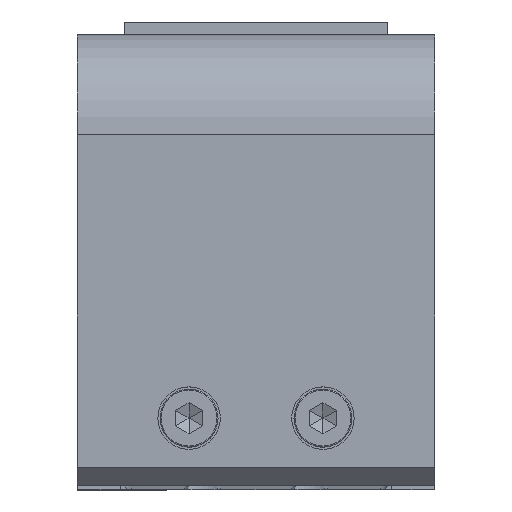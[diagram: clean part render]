
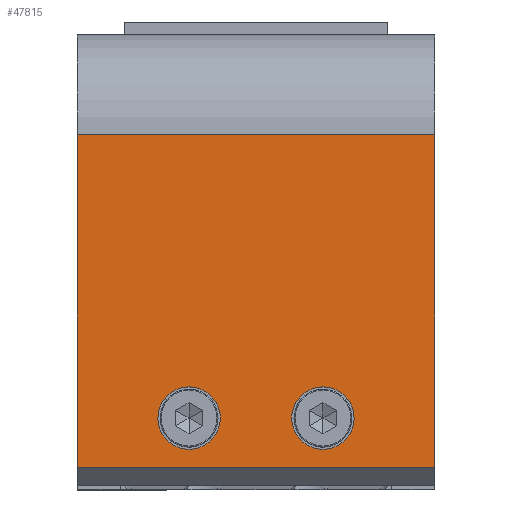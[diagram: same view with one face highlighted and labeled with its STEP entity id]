
A CAD part, top view. The second image highlights one B-rep face of the part: STEP entity #47815.
In plain terms, the highlighted planar face has unit normal (0, 0, 1).
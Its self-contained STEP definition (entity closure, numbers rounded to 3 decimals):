
#478 = DIRECTION ( 'NONE',  ( -1., 0., 0. ) ) ;
#1231 = CIRCLE ( 'NONE', #47672, 7. ) ;
#1357 = CIRCLE ( 'NONE', #79517, 7. ) ;
#2234 = VECTOR ( 'NONE', #48095, 1000. ) ;
#2323 = CARTESIAN_POINT ( 'NONE',  ( 137.798, 174.238, 570.351 ) ) ;
#2341 = EDGE_CURVE ( 'NONE', #11865, #80750, #1231, .T. ) ;
#2727 = LINE ( 'NONE', #22597, #71023 ) ;
#2869 = CARTESIAN_POINT ( 'NONE',  ( 105.798, 237.738, 570.351 ) ) ;
#4144 = LINE ( 'NONE', #92825, #107999 ) ;
#9064 = CARTESIAN_POINT ( 'NONE',  ( 105.798, 163.238, 570.351 ) ) ;
#11865 = VERTEX_POINT ( 'NONE', #2323 ) ;
#12481 = AXIS2_PLACEMENT_3D ( 'NONE', #22799, #82944, #14808 ) ;
#13985 = VECTOR ( 'NONE', #123210, 1000. ) ;
#14808 = DIRECTION ( 'NONE',  ( 1., 0., 0. ) ) ;
#19980 = CIRCLE ( 'NONE', #32800, 7. ) ;
#22597 = CARTESIAN_POINT ( 'NONE',  ( 185.798, 159.238, 570.351 ) ) ;
#22799 = CARTESIAN_POINT ( 'NONE',  ( 160.798, 174.238, 570.351 ) ) ;
#23693 = DIRECTION ( 'NONE',  ( 1., 0., 0. ) ) ;
#28464 = ORIENTED_EDGE ( 'NONE', *, *, #2341, .F. ) ;
#31408 = VERTEX_POINT ( 'NONE', #54806 ) ;
#31949 = CARTESIAN_POINT ( 'NONE',  ( 105.798, 159.238, 570.351 ) ) ;
#32800 = AXIS2_PLACEMENT_3D ( 'NONE', #108299, #57949, #130069 ) ;
#33528 = CARTESIAN_POINT ( 'NONE',  ( 123.798, 174.238, 570.351 ) ) ;
#37531 = CARTESIAN_POINT ( 'NONE',  ( 185.798, 237.738, 570.351 ) ) ;
#39961 = ORIENTED_EDGE ( 'NONE', *, *, #69848, .T. ) ;
#41801 = CARTESIAN_POINT ( 'NONE',  ( 167.798, 174.238, 570.351 ) ) ;
#47672 = AXIS2_PLACEMENT_3D ( 'NONE', #126872, #113756, #23693 ) ;
#47815 = ADVANCED_FACE ( 'NONE', ( #61908, #50744, #79867 ), #120941, .F. ) ;
#48095 = DIRECTION ( 'NONE',  ( -1., 0., 0. ) ) ;
#49216 = EDGE_CURVE ( 'NONE', #71332, #122237, #73532, .T. ) ;
#49402 = EDGE_LOOP ( 'NONE', ( #95300, #54403 ) ) ;
#50744 = FACE_BOUND ( 'NONE', #49402, .T. ) ;
#54403 = ORIENTED_EDGE ( 'NONE', *, *, #85256, .F. ) ;
#54806 = CARTESIAN_POINT ( 'NONE',  ( 185.798, 237.738, 570.351 ) ) ;
#57068 = CARTESIAN_POINT ( 'NONE',  ( 185.798, 163.238, 570.351 ) ) ;
#57949 = DIRECTION ( 'NONE',  ( 0., 0., 1. ) ) ;
#60515 = ORIENTED_EDGE ( 'NONE', *, *, #115121, .F. ) ;
#60911 = CARTESIAN_POINT ( 'NONE',  ( 160.798, 174.238, 570.351 ) ) ;
#61908 = FACE_BOUND ( 'NONE', #103130, .T. ) ;
#62168 = DIRECTION ( 'NONE',  ( 0., 0., 1. ) ) ;
#64809 = ORIENTED_EDGE ( 'NONE', *, *, #77025, .T. ) ;
#67880 = ORIENTED_EDGE ( 'NONE', *, *, #118201, .F. ) ;
#68108 = AXIS2_PLACEMENT_3D ( 'NONE', #91077, #90431, #478 ) ;
#69848 = EDGE_CURVE ( 'NONE', #31408, #71332, #128177, .T. ) ;
#70830 = ORIENTED_EDGE ( 'NONE', *, *, #49216, .T. ) ;
#71023 = VECTOR ( 'NONE', #93966, 1000. ) ;
#71332 = VERTEX_POINT ( 'NONE', #2869 ) ;
#71542 = CIRCLE ( 'NONE', #12481, 7. ) ;
#73532 = LINE ( 'NONE', #31949, #13985 ) ;
#73885 = VERTEX_POINT ( 'NONE', #57068 ) ;
#77025 = EDGE_CURVE ( 'NONE', #122237, #73885, #4144, .T. ) ;
#79517 = AXIS2_PLACEMENT_3D ( 'NONE', #60911, #62168, #101323 ) ;
#79867 = FACE_OUTER_BOUND ( 'NONE', #109806, .T. ) ;
#80750 = VERTEX_POINT ( 'NONE', #33528 ) ;
#82944 = DIRECTION ( 'NONE',  ( 0., 0., 1. ) ) ;
#84841 = DIRECTION ( 'NONE',  ( 1., 0., 0. ) ) ;
#85256 = EDGE_CURVE ( 'NONE', #112690, #124674, #1357, .T. ) ;
#90431 = DIRECTION ( 'NONE',  ( 0., 0., -1. ) ) ;
#91077 = CARTESIAN_POINT ( 'NONE',  ( 185.798, 159.238, 570.351 ) ) ;
#92825 = CARTESIAN_POINT ( 'NONE',  ( 185.798, 163.238, 570.351 ) ) ;
#93966 = DIRECTION ( 'NONE',  ( 0., -1., 0. ) ) ;
#95300 = ORIENTED_EDGE ( 'NONE', *, *, #110045, .F. ) ;
#101323 = DIRECTION ( 'NONE',  ( 1., 0., 0. ) ) ;
#103130 = EDGE_LOOP ( 'NONE', ( #28464, #67880 ) ) ;
#103730 = CARTESIAN_POINT ( 'NONE',  ( 153.798, 174.238, 570.351 ) ) ;
#107999 = VECTOR ( 'NONE', #84841, 1000. ) ;
#108299 = CARTESIAN_POINT ( 'NONE',  ( 130.798, 174.238, 570.351 ) ) ;
#109806 = EDGE_LOOP ( 'NONE', ( #70830, #64809, #60515, #39961 ) ) ;
#110045 = EDGE_CURVE ( 'NONE', #124674, #112690, #71542, .T. ) ;
#112690 = VERTEX_POINT ( 'NONE', #103730 ) ;
#113756 = DIRECTION ( 'NONE',  ( 0., 0., 1. ) ) ;
#115121 = EDGE_CURVE ( 'NONE', #31408, #73885, #2727, .T. ) ;
#118201 = EDGE_CURVE ( 'NONE', #80750, #11865, #19980, .T. ) ;
#120941 = PLANE ( 'NONE',  #68108 ) ;
#122237 = VERTEX_POINT ( 'NONE', #9064 ) ;
#123210 = DIRECTION ( 'NONE',  ( 0., -1., 0. ) ) ;
#124674 = VERTEX_POINT ( 'NONE', #41801 ) ;
#126872 = CARTESIAN_POINT ( 'NONE',  ( 130.798, 174.238, 570.351 ) ) ;
#128177 = LINE ( 'NONE', #37531, #2234 ) ;
#130069 = DIRECTION ( 'NONE',  ( 1., 0., 0. ) ) ;
